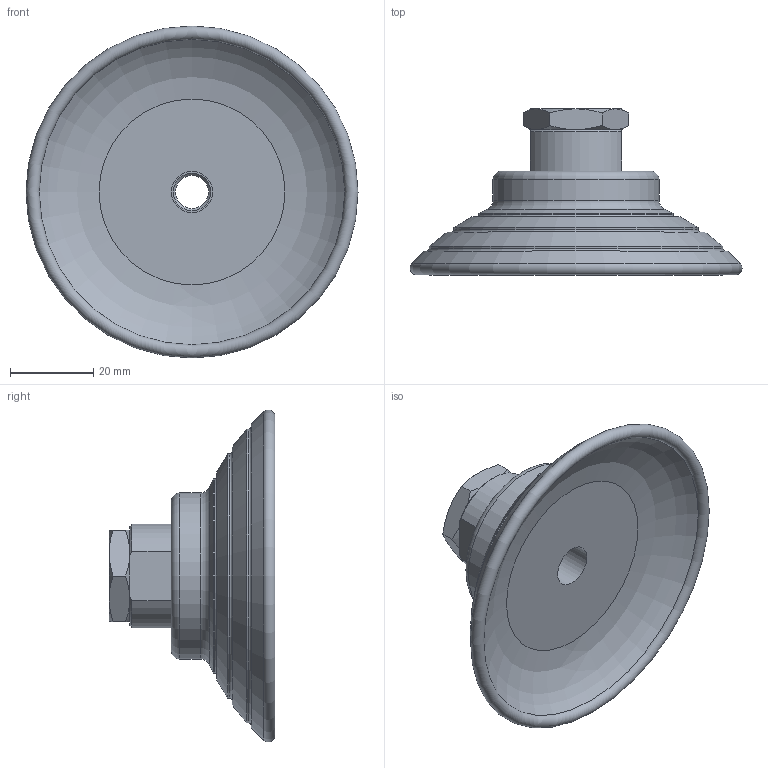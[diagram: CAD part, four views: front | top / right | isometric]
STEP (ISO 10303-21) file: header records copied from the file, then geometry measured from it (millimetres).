
FILE_DESCRIPTION(/* description */ ('STEP AP214'),/* implementation_level */ '2;1');
FILE_NAME(/* name */ '8073820_OGVM-80-S-N-G14F',/* time_stamp */ '2024-09-13T10:34:16+02:00',/* author */ ('License CC BY-ND 4.0'),/* organization */ ('CADENAS'),/* preprocessor_version */ 'ST-DEVELOPER v19.3',/* originating_system */ 'PARTsolutions',/* authorisation */ ' ');
FILE_SCHEMA (('AUTOMOTIVE_DESIGN {1 0 10303 214 3 1 1}'));
Length unit declared in the file: millimetre
Products named in the file (1): 8073820 OGVM-80-S-N-G14F---(high)
Bounding box: 80 x 40 x 80 mm (x, y, z)
Volume: 44364 mm3; surface area: 15264.5 mm2
Topology: 1 solids, 1 shells, 54 faces, 112 edges, 66 vertices
Faces by surface type: plane 18, cone 16, torus 11, cylinder 9
Full cylindrical faces by diameter (mm): 8 x1, 10 x1, 11.445 x1, 40 x1, 46.8 x1, 58.8 x1, 70.8 x1
Entity records: 1368 total; most frequent: CARTESIAN_POINT 295, DIRECTION 220, ORIENTED_EDGE 182, AXIS2_PLACEMENT_3D 102, EDGE_CURVE 91, EDGE_LOOP 82, FACE_BOUND 82, VERTEX_POINT 65
